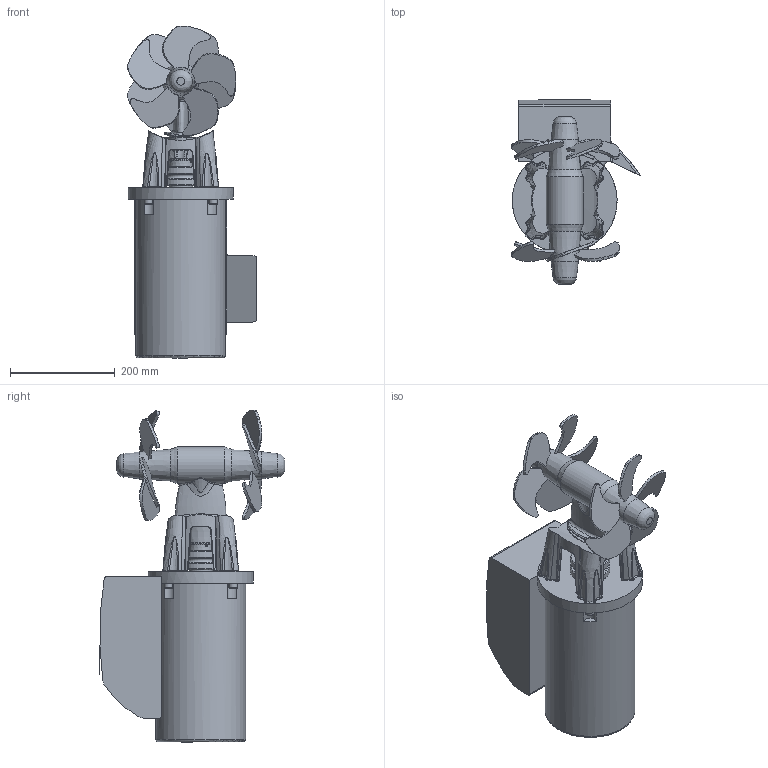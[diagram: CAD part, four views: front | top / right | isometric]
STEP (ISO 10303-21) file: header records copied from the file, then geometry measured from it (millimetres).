
FILE_DESCRIPTION(/* description */ (''),/* implementation_level */ '2;1');
FILE_NAME(/* name */ 'SE150-215T (24V).stp',/* time_stamp */ '2017-02-20T09:10:08+01:00',/* author */ ('elvira'),/* organization */ (''),/* preprocessor_version */ 'ST-DEVELOPER v16.1',/* originating_system */ 'Autodesk Inventor 2016',/* authorisation */ '');
FILE_SCHEMA (('AUTOMOTIVE_DESIGN { 1 0 10303 214 3 1 1 }'));
Products named in the file (1): SE150-215T
Bounding box: 245.82 x 353.97 x 633 mm (x, y, z)
Volume: 500.2 mm3; surface area: 705606 mm2
Topology: 1 solids, 2 shells, 646 faces, 1671 edges, 1047 vertices
Faces by surface type: bspline 302, plane 186, cylinder 75, cone 43, torus 32, sphere 8
Full cylindrical faces by diameter (mm): 5 x1, 10 x2, 16 x4, 19.332 x1, 20.92 x1, 21 x2, 43 x1, 45 x1, 70 x1, 75 x2, 171 x1, 200 x1
Entity records: 51854 total; most frequent: CARTESIAN_POINT 37816, ORIENTED_EDGE 3206, DIRECTION 1919, EDGE_CURVE 1603, VERTEX_POINT 1032, B_SPLINE_CURVE_WITH_KNOTS 765, AXIS2_PLACEMENT_3D 752, EDGE_LOOP 733
